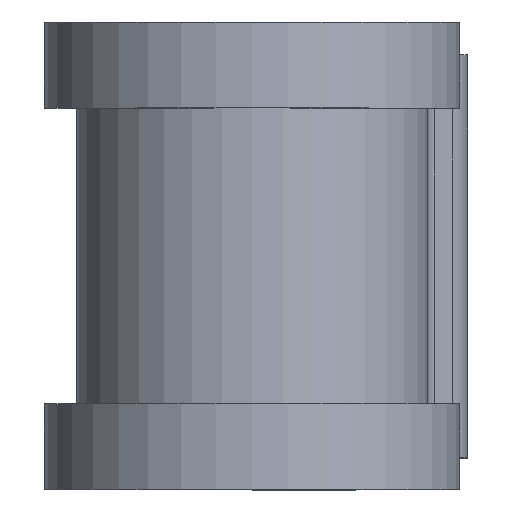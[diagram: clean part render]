
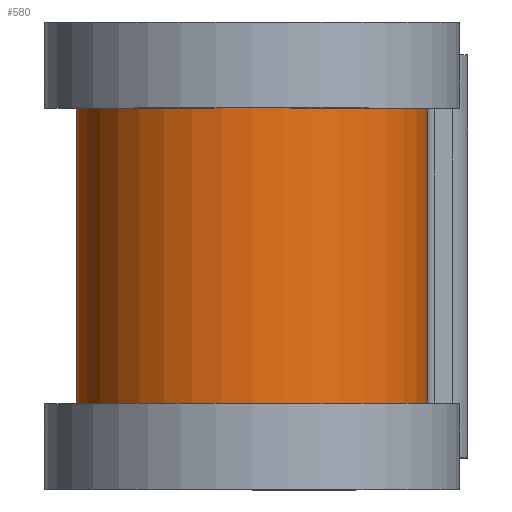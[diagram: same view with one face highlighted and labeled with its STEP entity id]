
A CAD part, top view. The second image highlights one B-rep face of the part: STEP entity #580.
In plain terms, the highlighted cylindrical face has radius 8.293 mm (diameter 16.586 mm), a partial arc.
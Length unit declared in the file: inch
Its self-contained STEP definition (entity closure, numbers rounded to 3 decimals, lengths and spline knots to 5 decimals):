
#52 = DIRECTION ( 'NONE',  ( 0., 0., -1. ) ) ;
#63 = LINE ( 'NONE', #1552, #348 ) ;
#98 = ORIENTED_EDGE ( 'NONE', *, *, #966, .F. ) ;
#220 = AXIS2_PLACEMENT_3D ( 'NONE', #1686, #895, #52 ) ;
#348 = VECTOR ( 'NONE', #1530, 39.37008 ) ;
#397 = LINE ( 'NONE', #1006, #416 ) ;
#416 = VECTOR ( 'NONE', #1029, 39.37008 ) ;
#549 = CARTESIAN_POINT ( 'NONE',  ( 0., 0.275, 0. ) ) ;
#580 = ADVANCED_FACE ( 'NONE', ( #1099 ), #1057, .T. ) ;
#586 = CARTESIAN_POINT ( 'NONE',  ( 0.3265, 0.275, 0. ) ) ;
#626 = AXIS2_PLACEMENT_3D ( 'NONE', #549, #1478, #686 ) ;
#668 = VERTEX_POINT ( 'NONE', #586 ) ;
#686 = DIRECTION ( 'NONE',  ( 0., 0., -1. ) ) ;
#718 = CIRCLE ( 'NONE', #220, 0.3265 ) ;
#722 = CARTESIAN_POINT ( 'NONE',  ( 0., -0.275, -0.3265 ) ) ;
#805 = CARTESIAN_POINT ( 'NONE',  ( 0., 0.375, 0. ) ) ;
#874 = CARTESIAN_POINT ( 'NONE',  ( 0., 0.275, -0.3265 ) ) ;
#895 = DIRECTION ( 'NONE',  ( 0., -1., 0. ) ) ;
#947 = DIRECTION ( 'NONE',  ( 0., 0., -1. ) ) ;
#966 = EDGE_CURVE ( 'NONE', #668, #1125, #397, .T. ) ;
#1006 = CARTESIAN_POINT ( 'NONE',  ( 0.3265, 0.375, 0. ) ) ;
#1023 = VERTEX_POINT ( 'NONE', #722 ) ;
#1029 = DIRECTION ( 'NONE',  ( 0., -1., 0. ) ) ;
#1057 = CYLINDRICAL_SURFACE ( 'NONE', #1462, 0.3265 ) ;
#1068 = CIRCLE ( 'NONE', #626, 0.3265 ) ;
#1099 = FACE_OUTER_BOUND ( 'NONE', #1536, .T. ) ;
#1102 = EDGE_CURVE ( 'NONE', #1638, #1023, #63, .T. ) ;
#1125 = VERTEX_POINT ( 'NONE', #1727 ) ;
#1211 = ORIENTED_EDGE ( 'NONE', *, *, #1102, .T. ) ;
#1296 = DIRECTION ( 'NONE',  ( 0., -1., 0. ) ) ;
#1360 = EDGE_CURVE ( 'NONE', #668, #1638, #1068, .T. ) ;
#1411 = ORIENTED_EDGE ( 'NONE', *, *, #1677, .F. ) ;
#1462 = AXIS2_PLACEMENT_3D ( 'NONE', #805, #1296, #947 ) ;
#1478 = DIRECTION ( 'NONE',  ( 0., -1., 0. ) ) ;
#1530 = DIRECTION ( 'NONE',  ( 0., -1., 0. ) ) ;
#1536 = EDGE_LOOP ( 'NONE', ( #98, #1654, #1211, #1411 ) ) ;
#1552 = CARTESIAN_POINT ( 'NONE',  ( 0., 0.375, -0.3265 ) ) ;
#1638 = VERTEX_POINT ( 'NONE', #874 ) ;
#1654 = ORIENTED_EDGE ( 'NONE', *, *, #1360, .T. ) ;
#1677 = EDGE_CURVE ( 'NONE', #1125, #1023, #718, .T. ) ;
#1686 = CARTESIAN_POINT ( 'NONE',  ( 0., -0.275, 0. ) ) ;
#1727 = CARTESIAN_POINT ( 'NONE',  ( 0.3265, -0.275, 0. ) ) ;
